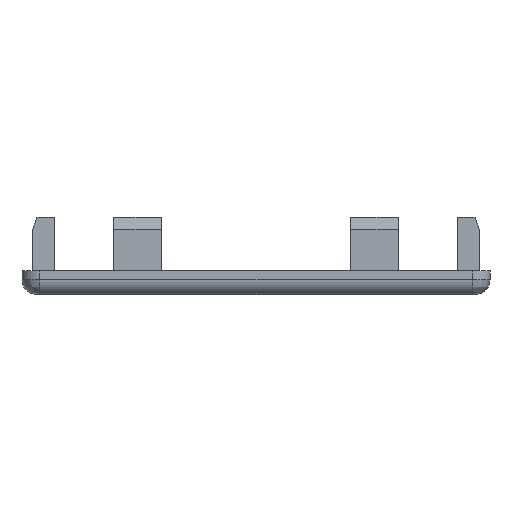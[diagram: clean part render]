
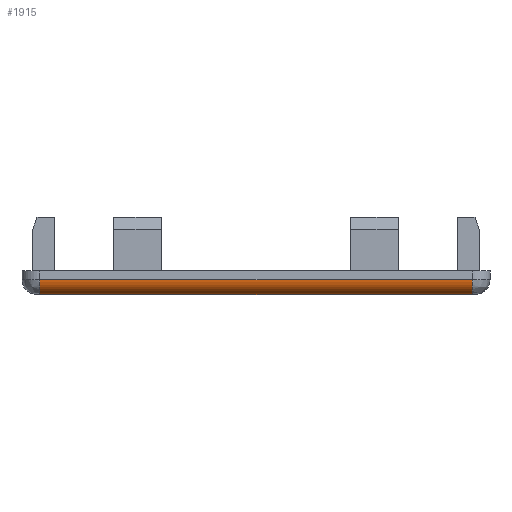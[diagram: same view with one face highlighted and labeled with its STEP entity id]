
A CAD part, left-side view. The second image highlights one B-rep face of the part: STEP entity #1915.
In plain terms, the highlighted cylindrical face has radius 2.5 mm (diameter 5 mm), a partial arc.
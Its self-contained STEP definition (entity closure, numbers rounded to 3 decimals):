
#11 = VERTEX_POINT ( 'NONE', #2264 ) ;
#237 = DIRECTION ( 'NONE',  ( 0., 1., 0. ) ) ;
#303 = DIRECTION ( 'NONE',  ( 0., 1., 0. ) ) ;
#414 = LINE ( 'NONE', #1562, #1085 ) ;
#552 = CARTESIAN_POINT ( 'NONE',  ( -20., -36.5, 2.5 ) ) ;
#567 = EDGE_CURVE ( 'NONE', #3519, #11, #4422, .T. ) ;
#782 = CARTESIAN_POINT ( 'NONE',  ( -20., 36.5, 2.5 ) ) ;
#785 = VERTEX_POINT ( 'NONE', #935 ) ;
#935 = CARTESIAN_POINT ( 'NONE',  ( -17.5, -36.5, 0. ) ) ;
#961 = EDGE_LOOP ( 'NONE', ( #1607, #1921, #3864, #3523 ) ) ;
#1017 = DIRECTION ( 'NONE',  ( 0., 0., 1. ) ) ;
#1085 = VECTOR ( 'NONE', #3635, 1000. ) ;
#1282 = AXIS2_PLACEMENT_3D ( 'NONE', #1922, #2271, #2989 ) ;
#1363 = CARTESIAN_POINT ( 'NONE',  ( -17.5, 39.5, 2.5 ) ) ;
#1562 = CARTESIAN_POINT ( 'NONE',  ( -17.5, -39.5, 0. ) ) ;
#1585 = AXIS2_PLACEMENT_3D ( 'NONE', #1363, #303, #1017 ) ;
#1607 = ORIENTED_EDGE ( 'NONE', *, *, #4120, .T. ) ;
#1915 = ADVANCED_FACE ( 'NONE', ( #3560 ), #3668, .T. ) ;
#1921 = ORIENTED_EDGE ( 'NONE', *, *, #3063, .T. ) ;
#1922 = CARTESIAN_POINT ( 'NONE',  ( -17.5, 36.5, 2.5 ) ) ;
#2264 = CARTESIAN_POINT ( 'NONE',  ( -17.5, 36.5, 0. ) ) ;
#2271 = DIRECTION ( 'NONE',  ( 0., -1., 0. ) ) ;
#2365 = AXIS2_PLACEMENT_3D ( 'NONE', #3022, #3789, #4157 ) ;
#2692 = CIRCLE ( 'NONE', #2365, 2.5 ) ;
#2989 = DIRECTION ( 'NONE',  ( 0., 0., 1. ) ) ;
#3022 = CARTESIAN_POINT ( 'NONE',  ( -17.5, -36.5, 2.5 ) ) ;
#3063 = EDGE_CURVE ( 'NONE', #3615, #3519, #4396, .T. ) ;
#3519 = VERTEX_POINT ( 'NONE', #782 ) ;
#3523 = ORIENTED_EDGE ( 'NONE', *, *, #3543, .F. ) ;
#3543 = EDGE_CURVE ( 'NONE', #785, #11, #414, .T. ) ;
#3560 = FACE_OUTER_BOUND ( 'NONE', #961, .T. ) ;
#3615 = VERTEX_POINT ( 'NONE', #552 ) ;
#3635 = DIRECTION ( 'NONE',  ( 0., 1., 0. ) ) ;
#3668 = CYLINDRICAL_SURFACE ( 'NONE', #1585, 2.5 ) ;
#3789 = DIRECTION ( 'NONE',  ( 0., 1., 0. ) ) ;
#3864 = ORIENTED_EDGE ( 'NONE', *, *, #567, .T. ) ;
#3938 = VECTOR ( 'NONE', #237, 1000. ) ;
#4120 = EDGE_CURVE ( 'NONE', #785, #3615, #2692, .T. ) ;
#4147 = CARTESIAN_POINT ( 'NONE',  ( -20., 39.5, 2.5 ) ) ;
#4157 = DIRECTION ( 'NONE',  ( 0., 0., 1. ) ) ;
#4396 = LINE ( 'NONE', #4147, #3938 ) ;
#4422 = CIRCLE ( 'NONE', #1282, 2.5 ) ;
